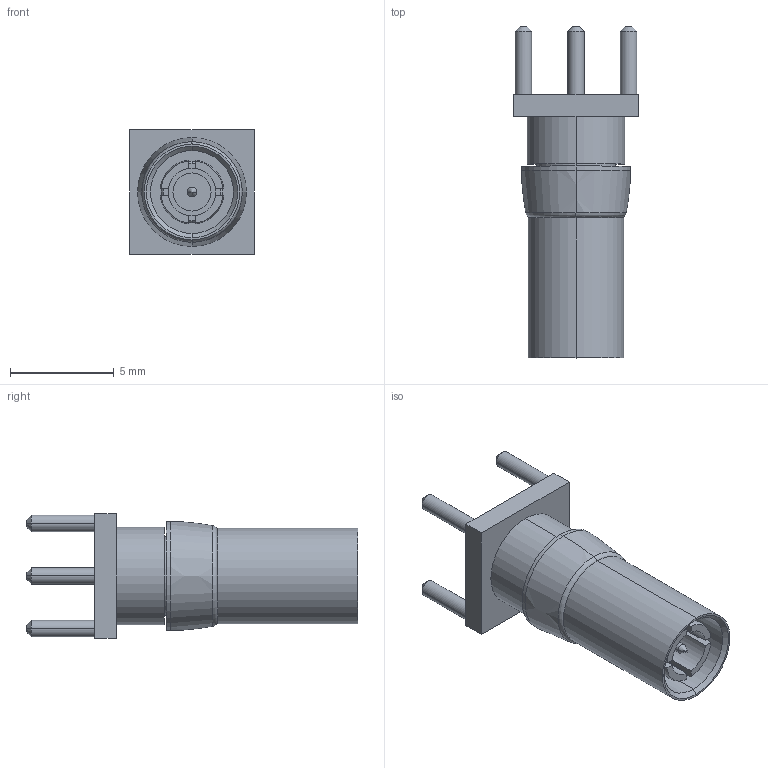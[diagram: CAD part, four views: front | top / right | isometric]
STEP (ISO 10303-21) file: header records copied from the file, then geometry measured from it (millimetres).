
FILE_DESCRIPTION((''),'2;1');
FILE_NAME('PRT0001','2021-09-02T',('Administrator'),(''),'PRO/ENGINEER BY PARAMETRIC TECHNOLOGY CORPORATION, 2012090','PRO/ENGINEER BY PARAMETRIC TECHNOLOGY CORPORATION, 2012090','');
FILE_SCHEMA(('CONFIG_CONTROL_DESIGN'));
Length unit declared in the file: millimetre
Products named in the file (1): PRT0001
Bounding box: 6 x 16 x 6 mm (x, y, z)
Volume: 183.5 mm3; surface area: 540 mm2
Topology: 1 solids, 1 shells, 88 faces, 200 edges, 125 vertices
Faces by surface type: plane 34, cylinder 30, cone 16, torus 4, revolution 2, bspline 2
Entity records: 2630 total; most frequent: CARTESIAN_POINT 559, DIRECTION 456, ORIENTED_EDGE 396, EDGE_CURVE 198, AXIS2_PLACEMENT_3D 182, VERTEX_POINT 125, EDGE_LOOP 101, CIRCLE 98
